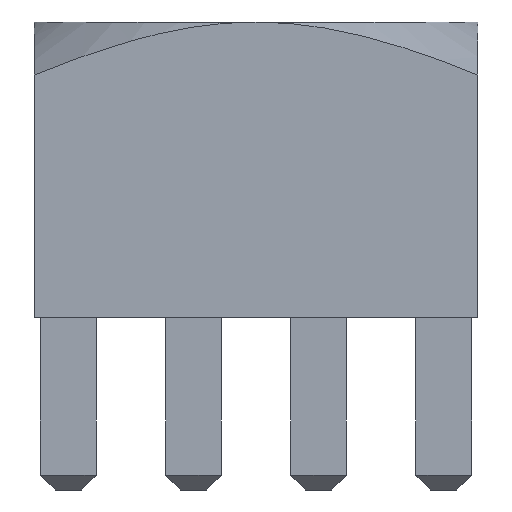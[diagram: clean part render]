
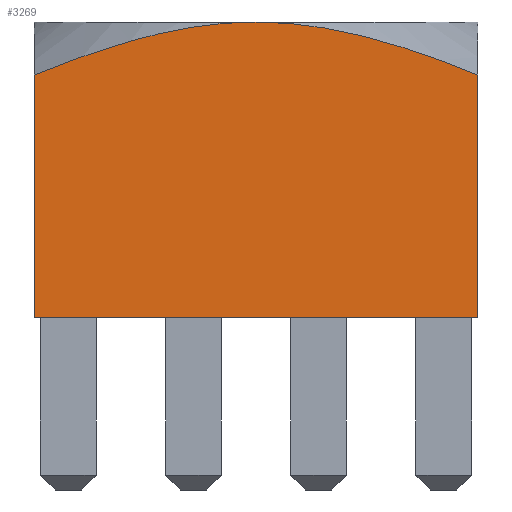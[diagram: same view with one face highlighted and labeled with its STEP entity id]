
A CAD part, front view. The second image highlights one B-rep face of the part: STEP entity #3269.
In plain terms, the highlighted planar face has unit normal (0, -1, 0).
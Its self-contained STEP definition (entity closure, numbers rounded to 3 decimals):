
#313 = CARTESIAN_POINT ( 'NONE',  ( -4.5, -4.5, 6. ) ) ;
#315 = FACE_OUTER_BOUND ( 'NONE', #618, .T. ) ;
#316 = PLANE ( 'NONE',  #1446 ) ;
#319 = DIRECTION ( 'NONE',  ( 0., 1., 0. ) ) ;
#320 = DIRECTION ( 'NONE',  ( 0., 0., 1. ) ) ;
#618 = EDGE_LOOP ( 'NONE', ( #1551, #1552, #1553, #1554, #1555 ) ) ;
#664 = LINE ( 'NONE', #665, #1687 ) ;
#665 = CARTESIAN_POINT ( 'NONE',  ( -4.5, -4.5, 6. ) ) ;
#666 = DIRECTION ( 'NONE',  ( 0., 0., -1. ) ) ;
#667 = CARTESIAN_POINT ( 'NONE',  ( -3.781, -4.5, 5.217 ) ) ;
#668 = CARTESIAN_POINT ( 'NONE',  ( 0.78, -4.5, 6. ) ) ;
#669 = CARTESIAN_POINT ( 'NONE',  ( 0., -4.5, 6. ) ) ;
#676 = CARTESIAN_POINT ( 'NONE',  ( -4.5, -4.5, 4.924 ) ) ;
#677 = LINE ( 'NONE', #684, #1688 ) ;
#678 = CARTESIAN_POINT ( 'NONE',  ( -3.047, -4.5, 5.484 ) ) ;
#679 = CARTESIAN_POINT ( 'NONE',  ( -1.925, -4.5, 5.779 ) ) ;
#680 = CARTESIAN_POINT ( 'NONE',  ( -1.547, -4.5, 5.859 ) ) ;
#681 = CARTESIAN_POINT ( 'NONE',  ( -0.78, -4.5, 5.97 ) ) ;
#682 = CARTESIAN_POINT ( 'NONE',  ( -0.387, -4.5, 6. ) ) ;
#683 = CARTESIAN_POINT ( 'NONE',  ( 0., -4.5, 6. ) ) ;
#684 = CARTESIAN_POINT ( 'NONE',  ( 4.5, -4.5, 6. ) ) ;
#685 = DIRECTION ( 'NONE',  ( 0., 0., -1. ) ) ;
#689 = CARTESIAN_POINT ( 'NONE',  ( 1.542, -4.5, 5.879 ) ) ;
#690 = CARTESIAN_POINT ( 'NONE',  ( 2.666, -4.5, 5.584 ) ) ;
#691 = CARTESIAN_POINT ( 'NONE',  ( 3.039, -4.5, 5.468 ) ) ;
#692 = CARTESIAN_POINT ( 'NONE',  ( 3.777, -4.5, 5.21 ) ) ;
#693 = CARTESIAN_POINT ( 'NONE',  ( 4.14, -4.5, 5.071 ) ) ;
#694 = CARTESIAN_POINT ( 'NONE',  ( 4.5, -4.5, 4.924 ) ) ;
#707 = DIRECTION ( 'NONE',  ( 1., 0., 0. ) ) ;
#842 = B_SPLINE_CURVE_WITH_KNOTS ( 'NONE', 3,
 ( #676, #667, #678, #679, #680, #681, #682, #683 ),
 .UNSPECIFIED., .F., .F.,
 ( 4, 2, 2, 4 ),
 ( 0.005, 0.007, 0.009, 0.01 ),
 .UNSPECIFIED. ) ;
#843 = B_SPLINE_CURVE_WITH_KNOTS ( 'NONE', 3,
 ( #669, #668, #689, #690, #691, #692, #693, #694 ),
 .UNSPECIFIED., .F., .F.,
 ( 4, 2, 2, 4 ),
 ( 0.01, 0.012, 0.013, 0.014 ),
 .UNSPECIFIED. ) ;
#1293 = LINE ( 'NONE', #1301, #2917 ) ;
#1301 = CARTESIAN_POINT ( 'NONE',  ( -4.5, -4.5, 0. ) ) ;
#1446 = AXIS2_PLACEMENT_3D ( 'NONE', #313, #319, #320 ) ;
#1551 = ORIENTED_EDGE ( 'NONE', *, *, #2150, .F. ) ;
#1552 = ORIENTED_EDGE ( 'NONE', *, *, #2148, .T. ) ;
#1553 = ORIENTED_EDGE ( 'NONE', *, *, #2119, .T. ) ;
#1554 = ORIENTED_EDGE ( 'NONE', *, *, #2151, .F. ) ;
#1555 = ORIENTED_EDGE ( 'NONE', *, *, #2152, .F. ) ;
#1687 = VECTOR ( 'NONE', #666, 1000. ) ;
#1688 = VECTOR ( 'NONE', #685, 1000. ) ;
#2119 = EDGE_CURVE ( 'NONE', #2447, #2438, #1293, .T. ) ;
#2148 = EDGE_CURVE ( 'NONE', #2435, #2447, #664, .T. ) ;
#2150 = EDGE_CURVE ( 'NONE', #2435, #2432, #842, .T. ) ;
#2151 = EDGE_CURVE ( 'NONE', #2433, #2438, #677, .T. ) ;
#2152 = EDGE_CURVE ( 'NONE', #2432, #2433, #843, .T. ) ;
#2251 = CARTESIAN_POINT ( 'NONE',  ( 0., -4.5, 6. ) ) ;
#2252 = CARTESIAN_POINT ( 'NONE',  ( 4.5, -4.5, 4.924 ) ) ;
#2254 = CARTESIAN_POINT ( 'NONE',  ( -4.5, -4.5, 4.924 ) ) ;
#2257 = CARTESIAN_POINT ( 'NONE',  ( 4.5, -4.5, 0. ) ) ;
#2266 = CARTESIAN_POINT ( 'NONE',  ( -4.5, -4.5, 0. ) ) ;
#2432 = VERTEX_POINT ( 'NONE', #2251 ) ;
#2433 = VERTEX_POINT ( 'NONE', #2252 ) ;
#2435 = VERTEX_POINT ( 'NONE', #2254 ) ;
#2438 = VERTEX_POINT ( 'NONE', #2257 ) ;
#2447 = VERTEX_POINT ( 'NONE', #2266 ) ;
#2917 = VECTOR ( 'NONE', #707, 1000. ) ;
#3269 = ADVANCED_FACE ( 'NONE', ( #315 ), #316, .F. ) ;
